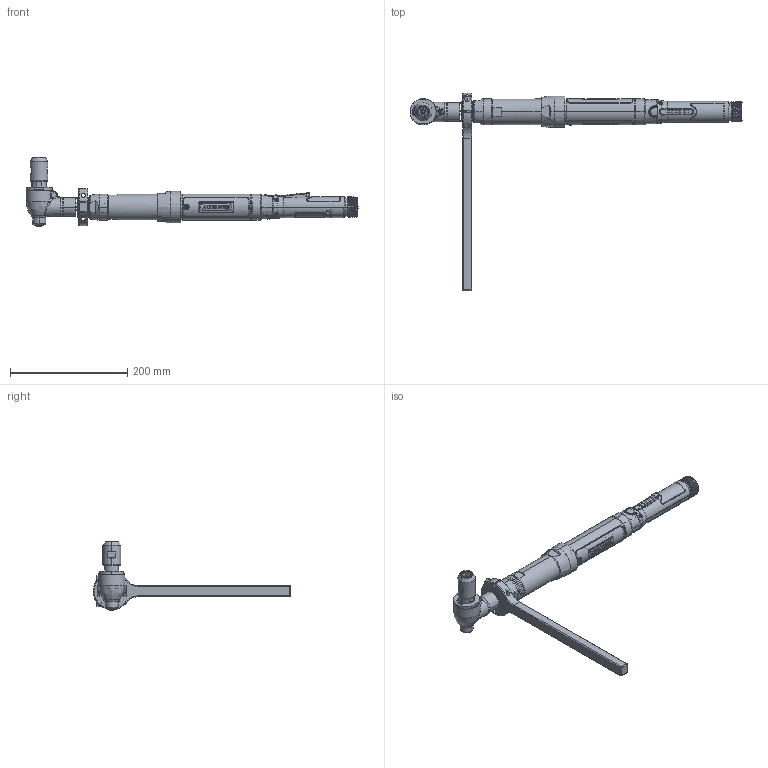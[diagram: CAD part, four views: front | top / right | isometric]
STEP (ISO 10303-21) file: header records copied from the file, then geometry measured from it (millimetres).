
FILE_DESCRIPTION((''),'2;1');
FILE_NAME('EB34LH22AV1-110','2012-01-26T',('MAM0508'),(''),'PRO/ENGINEER BY PARAMETRIC TECHNOLOGY CORPORATION, 2010430','PRO/ENGINEER BY PARAMETRIC TECHNOLOGY CORPORATION, 2010430','');
FILE_SCHEMA(('CONFIG_CONTROL_DESIGN'));
Length unit declared in the file: inch
Products named in the file (1): EB34LH22AV1-110
Bounding box: 565.31 x 336.55 x 118.41 mm (x, y, z)
Surface area: 180724.9 mm2 (no closed solid volume)
Topology: 0 solids, 360 shells, 925 faces, 5089 edges, 4420 vertices
Faces by surface type: cylinder 426, plane 192, bspline 142, cone 96, torus 48, extrusion 17, sphere 4
Entity records: 74017 total; most frequent: CARTESIAN_POINT 39068, ORIENTED_EDGE 6130, DIRECTION 6129, EDGE_CURVE 5087, VERTEX_POINT 4420, VECTOR 2085, LINE 2068, AXIS2_PLACEMENT_3D 2022
